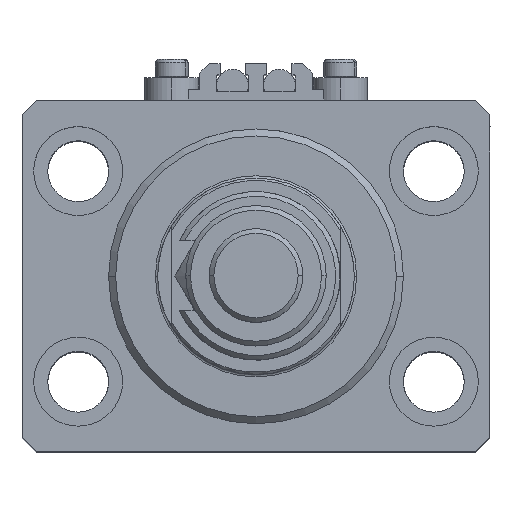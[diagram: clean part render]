
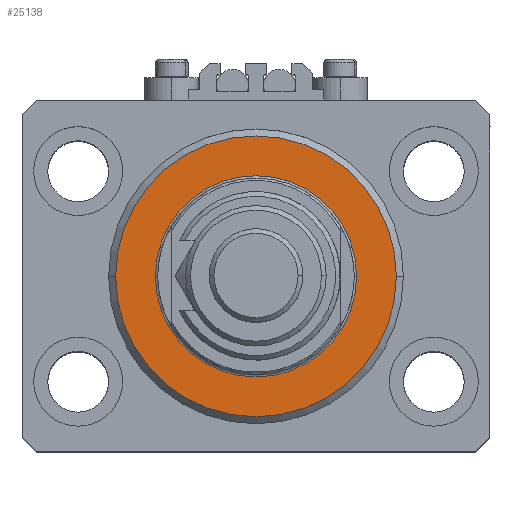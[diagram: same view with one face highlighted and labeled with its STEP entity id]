
A CAD part, top view. The second image highlights one B-rep face of the part: STEP entity #25138.
In plain terms, the highlighted face is planar.
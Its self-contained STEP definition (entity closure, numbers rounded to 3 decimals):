
#1430 = CARTESIAN_POINT ( 'NONE',  ( 0., 0., 0. ) ) ;
#1656 = CARTESIAN_POINT ( 'NONE',  ( 0., 0., 0. ) ) ;
#2648 = EDGE_CURVE ( 'NONE', #21093, #6085, #48855, .T. ) ;
#2896 = DIRECTION ( 'NONE',  ( 1., 0., 0. ) ) ;
#4281 = EDGE_CURVE ( 'NONE', #6085, #21093, #33073, .T. ) ;
#6078 = CARTESIAN_POINT ( 'NONE',  ( -21.5, 0., 0. ) ) ;
#6085 = VERTEX_POINT ( 'NONE', #49579 ) ;
#7951 = CIRCLE ( 'NONE', #28036, 21.5 ) ;
#9550 = DIRECTION ( 'NONE',  ( 0., 0., 1. ) ) ;
#10071 = CARTESIAN_POINT ( 'NONE',  ( 0., 0., 0. ) ) ;
#10515 = CARTESIAN_POINT ( 'NONE',  ( 0., 0., 0. ) ) ;
#10761 = AXIS2_PLACEMENT_3D ( 'NONE', #26577, #9550, #34182 ) ;
#11556 = CARTESIAN_POINT ( 'NONE',  ( -30., 0., 0. ) ) ;
#13470 = DIRECTION ( 'NONE',  ( 1., 0., 0. ) ) ;
#13985 = VERTEX_POINT ( 'NONE', #14947 ) ;
#14947 = CARTESIAN_POINT ( 'NONE',  ( 21.5, 0., 0. ) ) ;
#16656 = DIRECTION ( 'NONE',  ( 1., 0., 0. ) ) ;
#19948 = CIRCLE ( 'NONE', #10761, 21.5 ) ;
#21093 = VERTEX_POINT ( 'NONE', #11556 ) ;
#21533 = VERTEX_POINT ( 'NONE', #6078 ) ;
#25138 = ADVANCED_FACE ( 'NONE', ( #33838, #30947 ), #46452, .F. ) ;
#26060 = DIRECTION ( 'NONE',  ( 0., 0., -1. ) ) ;
#26577 = CARTESIAN_POINT ( 'NONE',  ( 0., 0., 0. ) ) ;
#28036 = AXIS2_PLACEMENT_3D ( 'NONE', #1430, #33423, #16656 ) ;
#28665 = DIRECTION ( 'NONE',  ( 0., 0., -1. ) ) ;
#29534 = AXIS2_PLACEMENT_3D ( 'NONE', #10515, #34626, #2896 ) ;
#30947 = FACE_OUTER_BOUND ( 'NONE', #36219, .T. ) ;
#32920 = AXIS2_PLACEMENT_3D ( 'NONE', #1656, #28665, #13470 ) ;
#33073 = CIRCLE ( 'NONE', #46510, 30. ) ;
#33423 = DIRECTION ( 'NONE',  ( 0., 0., 1. ) ) ;
#33838 = FACE_BOUND ( 'NONE', #41986, .T. ) ;
#34182 = DIRECTION ( 'NONE',  ( 1., 0., 0. ) ) ;
#34190 = DIRECTION ( 'NONE',  ( 1., 0., 0. ) ) ;
#34626 = DIRECTION ( 'NONE',  ( 0., 0., 1. ) ) ;
#35588 = ORIENTED_EDGE ( 'NONE', *, *, #49347, .T. ) ;
#36219 = EDGE_LOOP ( 'NONE', ( #36839, #47173 ) ) ;
#36839 = ORIENTED_EDGE ( 'NONE', *, *, #4281, .T. ) ;
#38003 = EDGE_CURVE ( 'NONE', #13985, #21533, #7951, .T. ) ;
#38253 = ORIENTED_EDGE ( 'NONE', *, *, #38003, .T. ) ;
#41986 = EDGE_LOOP ( 'NONE', ( #38253, #35588 ) ) ;
#46452 = PLANE ( 'NONE',  #29534 ) ;
#46510 = AXIS2_PLACEMENT_3D ( 'NONE', #10071, #26060, #34190 ) ;
#47173 = ORIENTED_EDGE ( 'NONE', *, *, #2648, .T. ) ;
#48855 = CIRCLE ( 'NONE', #32920, 30. ) ;
#49347 = EDGE_CURVE ( 'NONE', #21533, #13985, #19948, .T. ) ;
#49579 = CARTESIAN_POINT ( 'NONE',  ( 30., 0., 0. ) ) ;
